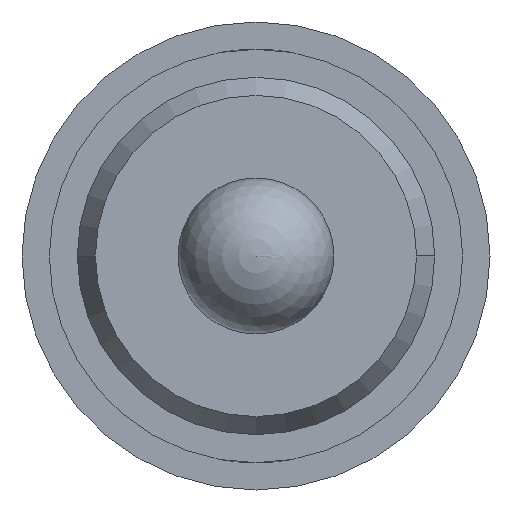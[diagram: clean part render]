
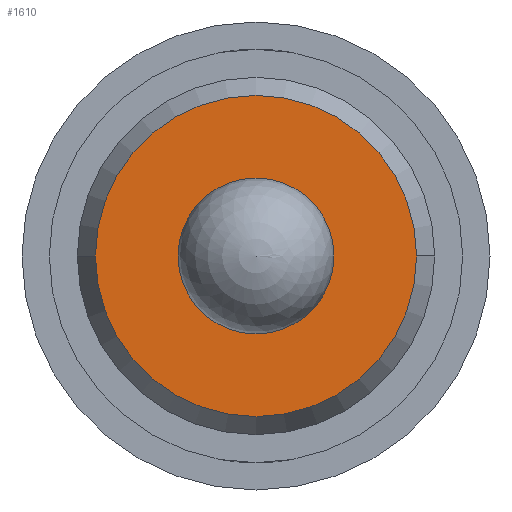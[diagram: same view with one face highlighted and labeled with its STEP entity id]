
A CAD part, front view. The second image highlights one B-rep face of the part: STEP entity #1610.
In plain terms, the highlighted planar face has unit normal (0, -1, 0).
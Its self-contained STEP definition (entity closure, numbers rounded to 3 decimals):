
#95 = EDGE_LOOP ( 'NONE', ( #4103, #3878 ) ) ;
#109 = CARTESIAN_POINT ( 'NONE',  ( 0., -28.6, 0. ) ) ;
#131 = AXIS2_PLACEMENT_3D ( 'NONE', #4873, #2551, #5819 ) ;
#209 = DIRECTION ( 'NONE',  ( 1., 0., 0. ) ) ;
#230 = VERTEX_POINT ( 'NONE', #3085 ) ;
#364 = AXIS2_PLACEMENT_3D ( 'NONE', #109, #1529, #1110 ) ;
#457 = EDGE_LOOP ( 'NONE', ( #4577, #1127 ) ) ;
#532 = CIRCLE ( 'NONE', #727, 1.03 ) ;
#727 = AXIS2_PLACEMENT_3D ( 'NONE', #4412, #3931, #1104 ) ;
#1104 = DIRECTION ( 'NONE',  ( 1., 0., 0. ) ) ;
#1110 = DIRECTION ( 'NONE',  ( 0., 0., -1. ) ) ;
#1127 = ORIENTED_EDGE ( 'NONE', *, *, #1364, .T. ) ;
#1364 = EDGE_CURVE ( 'Defeature ausgef�hrt1_55+Defeature ausgef�hrt1_57+Defeature ausgef�hrt1_57+Defeature ausgef�hrt1_57', #3381, #3742, #5334, .T. ) ;
#1425 = EDGE_CURVE ( 'Defeature ausgef�hrt1_55+Defeature ausgef�hrt1_59+Defeature ausgef�hrt1_59+Defeature ausgef�hrt1_59', #1618, #230, #3000, .T. ) ;
#1492 = DIRECTION ( 'NONE',  ( 0., -1., 0. ) ) ;
#1529 = DIRECTION ( 'NONE',  ( 0., 1., 0. ) ) ;
#1610 = ADVANCED_FACE ( 'Defeature ausgef�hrt1_55', ( #4269, #2653 ), #5629, .T. ) ;
#1618 = VERTEX_POINT ( 'NONE', #5209 ) ;
#1672 = EDGE_CURVE ( 'Defeature ausgef�hrt1_55+Defeature ausgef�hrt1_59+Defeature ausgef�hrt1_59+Defeature ausgef�hrt1_59', #230, #1618, #6008, .T. ) ;
#2101 = CARTESIAN_POINT ( 'NONE',  ( -1.03, -28.6, 0. ) ) ;
#2551 = DIRECTION ( 'NONE',  ( 0., 1., 0. ) ) ;
#2653 = FACE_OUTER_BOUND ( 'NONE', #457, .T. ) ;
#2869 = CARTESIAN_POINT ( 'NONE',  ( 1.03, -28.6, 0. ) ) ;
#3000 = CIRCLE ( 'NONE', #131, 0.5 ) ;
#3058 = DIRECTION ( 'NONE',  ( 0., -1., 0. ) ) ;
#3085 = CARTESIAN_POINT ( 'NONE',  ( 0., -28.6, -0.5 ) ) ;
#3313 = AXIS2_PLACEMENT_3D ( 'NONE', #4284, #1492, #4727 ) ;
#3381 = VERTEX_POINT ( 'NONE', #2869 ) ;
#3494 = CARTESIAN_POINT ( 'NONE',  ( 0., -28.6, 0. ) ) ;
#3742 = VERTEX_POINT ( 'NONE', #2101 ) ;
#3878 = ORIENTED_EDGE ( 'NONE', *, *, #1672, .T. ) ;
#3931 = DIRECTION ( 'NONE',  ( 0., -1., 0. ) ) ;
#4103 = ORIENTED_EDGE ( 'NONE', *, *, #1425, .T. ) ;
#4269 = FACE_BOUND ( 'NONE', #95, .T. ) ;
#4284 = CARTESIAN_POINT ( 'NONE',  ( -1.145, -28.6, 0. ) ) ;
#4412 = CARTESIAN_POINT ( 'NONE',  ( 0., -28.6, 0. ) ) ;
#4428 = EDGE_CURVE ( 'Defeature ausgef�hrt1_55+Defeature ausgef�hrt1_57+Defeature ausgef�hrt1_57+Defeature ausgef�hrt1_57', #3742, #3381, #532, .T. ) ;
#4577 = ORIENTED_EDGE ( 'NONE', *, *, #4428, .T. ) ;
#4727 = DIRECTION ( 'NONE',  ( 1., 0., 0. ) ) ;
#4873 = CARTESIAN_POINT ( 'NONE',  ( 0., -28.6, 0. ) ) ;
#5209 = CARTESIAN_POINT ( 'NONE',  ( 0., -28.6, 0.5 ) ) ;
#5334 = CIRCLE ( 'NONE', #5490, 1.03 ) ;
#5490 = AXIS2_PLACEMENT_3D ( 'NONE', #3494, #3058, #209 ) ;
#5629 = PLANE ( 'NONE',  #3313 ) ;
#5819 = DIRECTION ( 'NONE',  ( 0., 0., -1. ) ) ;
#6008 = CIRCLE ( 'NONE', #364, 0.5 ) ;
